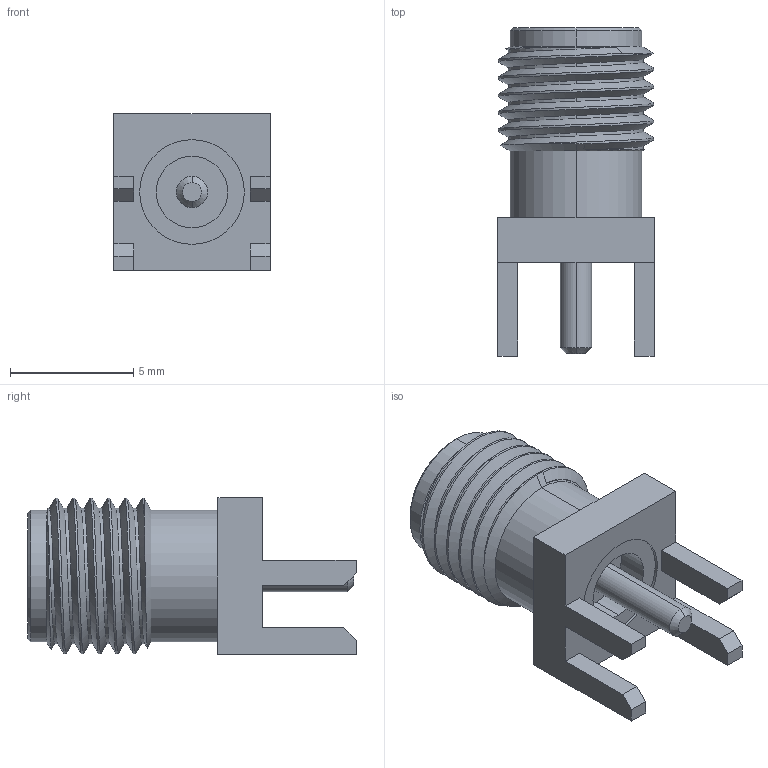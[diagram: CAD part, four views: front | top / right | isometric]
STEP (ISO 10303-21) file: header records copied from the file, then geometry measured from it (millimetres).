
FILE_DESCRIPTION (( 'STEP AP214' ), '1' );
FILE_NAME ('D5711CC1-4793-49B1-9B4B-92AA99EF459B.STEP', '2009-04-15T07:22:42', ( 'SysAdmin' ), ( 'SolidWorks' ), 'SwSTEP 2.0', 'SolidWorks 2009', '' );
FILE_SCHEMA (( 'AUTOMOTIVE_DESIGN' ));
Length unit declared in the file: millimetre
Products named in the file (1): D5711CC1-4793-49B1-9B4B-92AA99EF459B
Bounding box: 6.35 x 13.33 x 6.35 mm (x, y, z)
Volume: 233.8 mm3; surface area: 456.9 mm2
Topology: 1 solids, 1 shells, 83 faces, 216 edges, 141 vertices
Faces by surface type: cylinder 43, plane 30, cone 8, bspline 2
Entity records: 3132 total; most frequent: CARTESIAN_POINT 1183, ORIENTED_EDGE 432, DIRECTION 355, EDGE_CURVE 216, VERTEX_POINT 141, AXIS2_PLACEMENT_3D 120, VECTOR 115, LINE 115
